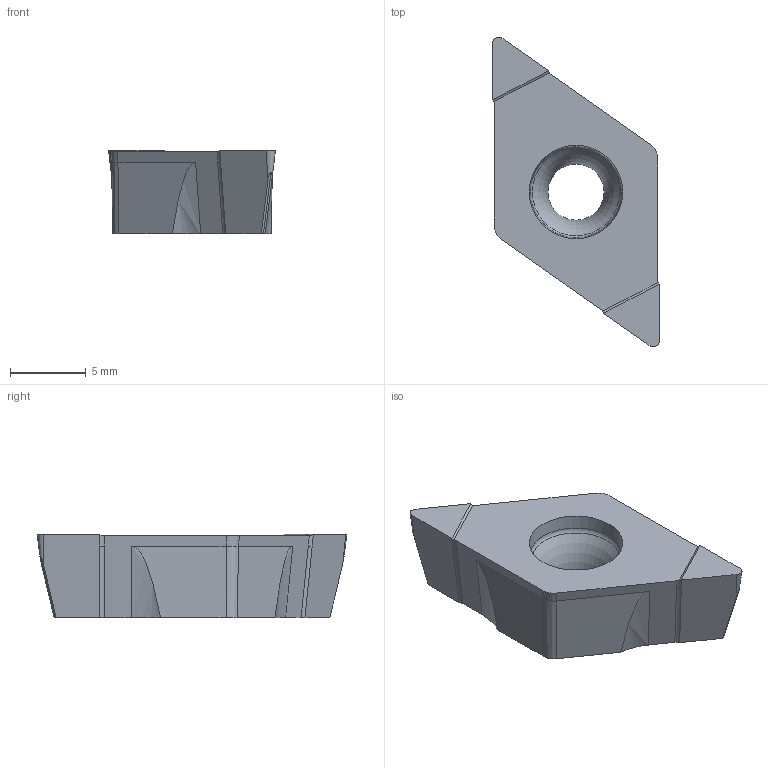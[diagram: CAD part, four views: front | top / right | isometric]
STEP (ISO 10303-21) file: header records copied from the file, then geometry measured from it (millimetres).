
FILE_DESCRIPTION(/* description */ (''),/* implementation_level */ '2;1');
FILE_NAME(/* name */ 'aaa315624_c.stp',/* time_stamp */ '2018-05-17T09:39:56+02:00',/* author */ (''),/* organization */ ('SMS'),/* preprocessor_version */ 'ST-DEVELOPER v15',/* originating_system */ 'SIEMENS PLM Software NX 8.5',/* authorisation */ '');
FILE_SCHEMA (('AUTOMOTIVE_DESIGN { 1 0 10303 214 3 1 1 1 }'));
Length unit declared in the file: millimetre
Products named in the file (1): AAA315624_C
Bounding box: 11 x 20.4 x 5.53 mm (x, y, z)
Volume: 621.2 mm3; surface area: 579.6 mm2
Topology: 1 solids, 1 shells, 44 faces, 143 edges, 117 vertices
Faces by surface type: plane 18, bspline 12, cone 7, extrusion 4, torus 2, cylinder 1
Full cylindrical faces by diameter (mm): 3.7 x1
Entity records: 4544 total; most frequent: CARTESIAN_POINT 3359, ORIENTED_EDGE 246, DIRECTION 166, EDGE_CURVE 123, VERTEX_POINT 85, B_SPLINE_CURVE_WITH_KNOTS 70, AXIS2_PLACEMENT_3D 59, EDGE_LOOP 50
